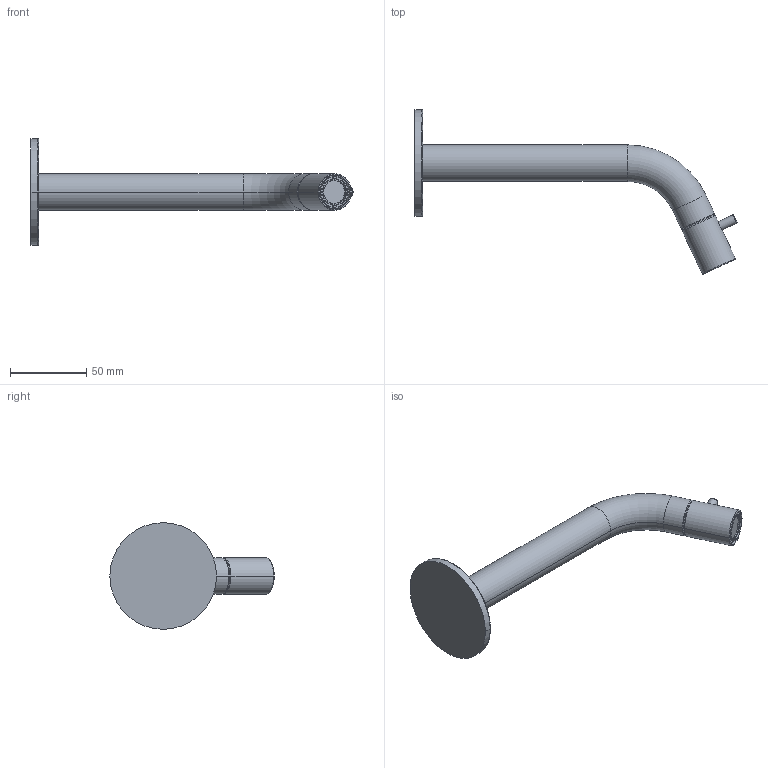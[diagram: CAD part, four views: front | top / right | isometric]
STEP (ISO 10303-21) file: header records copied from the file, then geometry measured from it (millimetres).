
FILE_DESCRIPTION (( 'STEP AP214' ), '1' );
FILE_NAME ('C35.0050.STEP', '2022-11-17T14:21:07', ( 'Solid' ), ( '' ), 'SwSTEP 2.0', 'SolidWorks 2019', '' );
FILE_SCHEMA (( 'AUTOMOTIVE_DESIGN' ));
Length unit declared in the file: millimetre
Products named in the file (3): Areador C35.0050; C35.0050
Assembly tree (2 placements, depth 2):
  C35.0050
    C35.0050
    Areador C35.0050
Bounding box: 211.5 x 107.88 x 70 mm (x, y, z)
Volume: 122599.1 mm3; surface area: 30525.4 mm2
Topology: 2 solids, 2 shells, 110 faces, 241 edges, 153 vertices
Faces by surface type: cylinder 52, plane 40, torus 14, bspline 2, cone 2
Entity records: 3468 total; most frequent: CARTESIAN_POINT 839, DIRECTION 585, ORIENTED_EDGE 478, AXIS2_PLACEMENT_3D 241, EDGE_CURVE 239, VERTEX_POINT 153, EDGE_LOOP 130, CIRCLE 128
